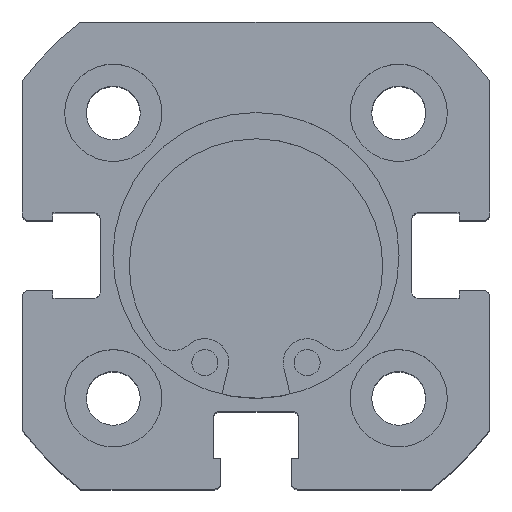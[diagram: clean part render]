
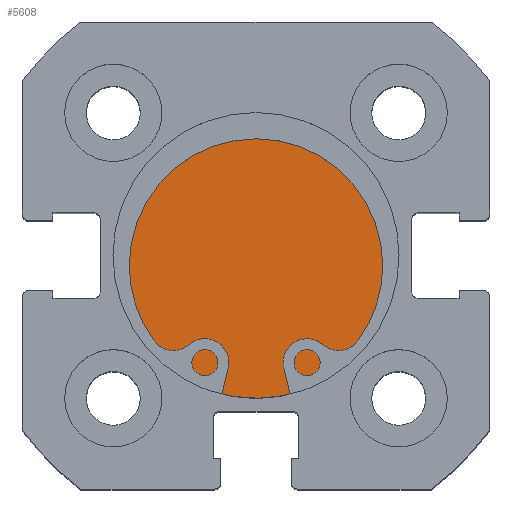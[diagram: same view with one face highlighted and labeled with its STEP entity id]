
A CAD part, top view. The second image highlights one B-rep face of the part: STEP entity #5608.
In plain terms, the highlighted face is planar.
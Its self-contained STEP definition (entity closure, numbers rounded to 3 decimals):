
#1225 = CIRCLE ( 'NONE', #2180, 11. ) ;
#1289 = CIRCLE ( 'NONE', #2198, 11. ) ;
#1740 = FACE_OUTER_BOUND ( 'NONE', #4498, .T. ) ;
#2180 = AXIS2_PLACEMENT_3D ( 'NONE', #3265, #3256, #3255 ) ;
#2198 = AXIS2_PLACEMENT_3D ( 'NONE', #3108, #3098, #3097 ) ;
#2378 = AXIS2_PLACEMENT_3D ( 'NONE', #5150, #5153, #5154 ) ;
#3097 = DIRECTION ( 'NONE',  ( 0., 0., 1. ) ) ;
#3098 = DIRECTION ( 'NONE',  ( -1., 0., 0. ) ) ;
#3108 = CARTESIAN_POINT ( 'NONE',  ( 6., 0., 0. ) ) ;
#3255 = DIRECTION ( 'NONE',  ( 0., 0., 1. ) ) ;
#3256 = DIRECTION ( 'NONE',  ( -1., 0., 0. ) ) ;
#3265 = CARTESIAN_POINT ( 'NONE',  ( 6., 0., 0. ) ) ;
#3675 = CARTESIAN_POINT ( 'NONE',  ( 6., 0., 11. ) ) ;
#3676 = CARTESIAN_POINT ( 'NONE',  ( 6., 0., -11. ) ) ;
#4106 = VERTEX_POINT ( 'NONE', #3676 ) ;
#4107 = VERTEX_POINT ( 'NONE', #3675 ) ;
#4375 = EDGE_CURVE ( 'NONE', #4107, #4106, #1225, .T. ) ;
#4420 = EDGE_CURVE ( 'NONE', #4106, #4107, #1289, .T. ) ;
#4498 = EDGE_LOOP ( 'NONE', ( #4866, #4812 ) ) ;
#4812 = ORIENTED_EDGE ( 'NONE', *, *, #4420, .F. ) ;
#4866 = ORIENTED_EDGE ( 'NONE', *, *, #4375, .F. ) ;
#5150 = CARTESIAN_POINT ( 'NONE',  ( 6., 11., 0. ) ) ;
#5151 = PLANE ( 'NONE',  #2378 ) ;
#5153 = DIRECTION ( 'NONE',  ( -1., 0., 0. ) ) ;
#5154 = DIRECTION ( 'NONE',  ( 0., 0., 1. ) ) ;
#5608 = ADVANCED_FACE ( 'NONE', ( #1740 ), #5151, .F. ) ;
